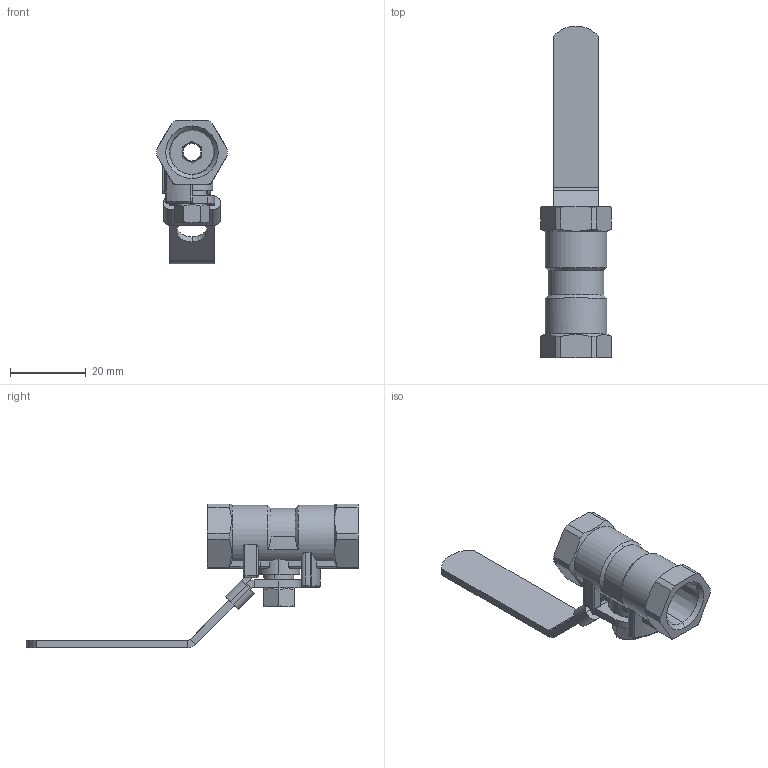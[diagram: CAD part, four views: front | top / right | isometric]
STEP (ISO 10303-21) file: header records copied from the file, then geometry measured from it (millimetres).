
FILE_DESCRIPTION (( 'STEP AP203' ), '1' );
FILE_NAME ('四分之一.STEP', '2020-09-04T01:29:00', ( '' ), ( '' ), 'SwSTEP 2.0', 'SolidWorks 2018', '' );
FILE_SCHEMA (( 'CONFIG_CONTROL_DESIGN' ));
Length unit declared in the file: millimetre
Products named in the file (13): 砦芢菜; 沓蹋; 佪黑; 四分之一  体 加工体; 苤概釱; 湮概釱; 侐煦眳珨; 癹弇坶; 揤杶; hex nuts, style 2-grades ab gb_GB_HEXAGON_TYPE13 M5 Normal Style-N; 球; 忒梟; 概裝
Assembly tree (12 placements, depth 2):
  侐煦眳珨
    四分之一  体 加工体
    苤概釱
    概裝
    砦芢菜
    球
    湮概釱
    佪黑
    沓蹋
    揤杶
    忒梟
    癹弇坶
    hex nuts, style 2-grades ab gb_GB_HEXAGON_TYPE13 M5 Normal Style-N
Bounding box: 18.79 x 87.95 x 38.1 mm (x, y, z)
Volume: 9188.5 mm3; surface area: 9599.3 mm2
Topology: 12 solids, 12 shells, 537 faces, 1340 edges, 850 vertices
Faces by surface type: plane 247, cylinder 121, bspline 80, cone 72, sphere 12, torus 5
Entity records: 22214 total; most frequent: CARTESIAN_POINT 8551, ORIENTED_EDGE 2654, DIRECTION 2335, EDGE_CURVE 1327, VERTEX_POINT 845, AXIS2_PLACEMENT_3D 802, VECTOR 731, LINE 731
